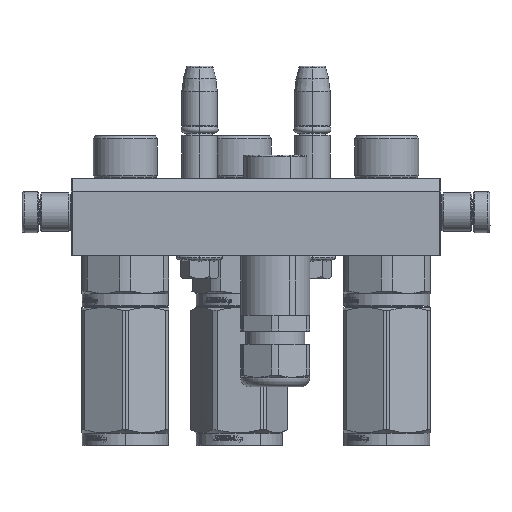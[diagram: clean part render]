
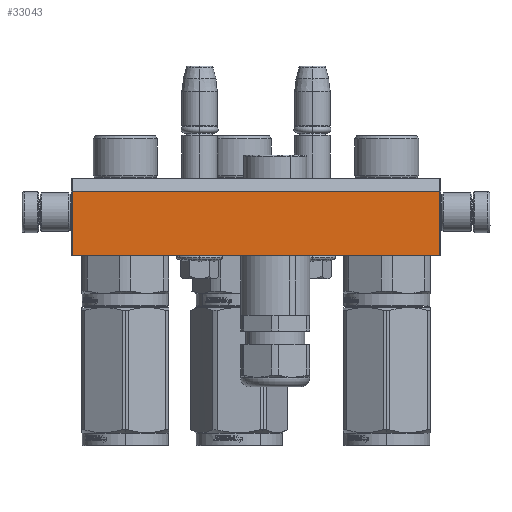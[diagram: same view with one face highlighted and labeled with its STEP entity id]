
A CAD part, left-side view. The second image highlights one B-rep face of the part: STEP entity #33043.
In plain terms, the highlighted face is planar.
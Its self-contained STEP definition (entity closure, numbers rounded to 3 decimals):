
#1033 = CARTESIAN_POINT ( 'NONE',  ( 143.5, 5., -90. ) ) ;
#2225 = ORIENTED_EDGE ( 'NONE', *, *, #37484, .T. ) ;
#4761 = EDGE_CURVE ( 'NONE', #30047, #62821, #63498, .T. ) ;
#6011 = DIRECTION ( 'NONE',  ( -1., 0., 0. ) ) ;
#10063 = ORIENTED_EDGE ( 'NONE', *, *, #51168, .F. ) ;
#11568 = DIRECTION ( 'NONE',  ( 0., 1., 0. ) ) ;
#12459 = LINE ( 'NONE', #1033, #27015 ) ;
#14743 = CARTESIAN_POINT ( 'NONE',  ( 0.5, 5., -90. ) ) ;
#14936 = ORIENTED_EDGE ( 'NONE', *, *, #23418, .T. ) ;
#16123 = PLANE ( 'NONE',  #18058 ) ;
#18058 = AXIS2_PLACEMENT_3D ( 'NONE', #62318, #47066, #36842 ) ;
#18546 = CARTESIAN_POINT ( 'NONE',  ( 143.5, 30., -90. ) ) ;
#20631 = CARTESIAN_POINT ( 'NONE',  ( 143.5, 5., -90. ) ) ;
#22244 = DIRECTION ( 'NONE',  ( -1., 0., 0. ) ) ;
#23418 = EDGE_CURVE ( 'NONE', #30047, #36361, #12459, .T. ) ;
#27015 = VECTOR ( 'NONE', #6011, 1000. ) ;
#27873 = CARTESIAN_POINT ( 'NONE',  ( 143.5, 30., -90. ) ) ;
#30047 = VERTEX_POINT ( 'NONE', #52968 ) ;
#33043 = ADVANCED_FACE ( 'NONE', ( #39078 ), #16123, .T. ) ;
#36361 = VERTEX_POINT ( 'NONE', #14743 ) ;
#36842 = DIRECTION ( 'NONE',  ( -1., 0., 0. ) ) ;
#37484 = EDGE_CURVE ( 'NONE', #36361, #41642, #38093, .T. ) ;
#38093 = LINE ( 'NONE', #47346, #46815 ) ;
#38452 = ORIENTED_EDGE ( 'NONE', *, *, #4761, .F. ) ;
#38904 = CARTESIAN_POINT ( 'NONE',  ( 0.5, 30., -90. ) ) ;
#39078 = FACE_OUTER_BOUND ( 'NONE', #59943, .T. ) ;
#41642 = VERTEX_POINT ( 'NONE', #38904 ) ;
#46815 = VECTOR ( 'NONE', #47138, 1000. ) ;
#47066 = DIRECTION ( 'NONE',  ( 0., 0., -1. ) ) ;
#47138 = DIRECTION ( 'NONE',  ( 0., 1., 0. ) ) ;
#47346 = CARTESIAN_POINT ( 'NONE',  ( 0.5, 5., -90. ) ) ;
#51168 = EDGE_CURVE ( 'NONE', #62821, #41642, #53543, .T. ) ;
#52968 = CARTESIAN_POINT ( 'NONE',  ( 143.5, 5., -90. ) ) ;
#53543 = LINE ( 'NONE', #27873, #63188 ) ;
#59943 = EDGE_LOOP ( 'NONE', ( #10063, #38452, #14936, #2225 ) ) ;
#62318 = CARTESIAN_POINT ( 'NONE',  ( 144., 0., -90. ) ) ;
#62821 = VERTEX_POINT ( 'NONE', #18546 ) ;
#63188 = VECTOR ( 'NONE', #22244, 1000. ) ;
#63498 = LINE ( 'NONE', #20631, #65882 ) ;
#65882 = VECTOR ( 'NONE', #11568, 1000. ) ;
